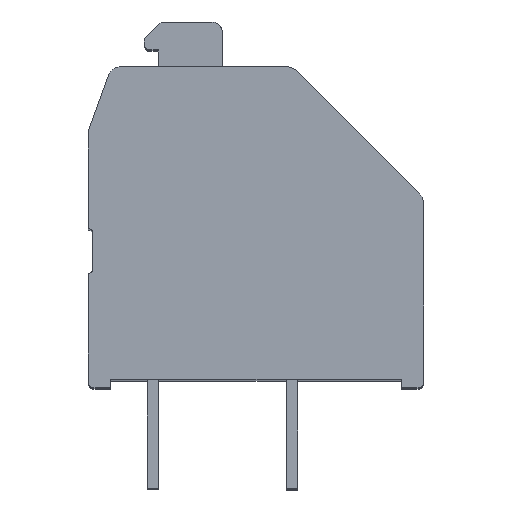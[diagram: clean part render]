
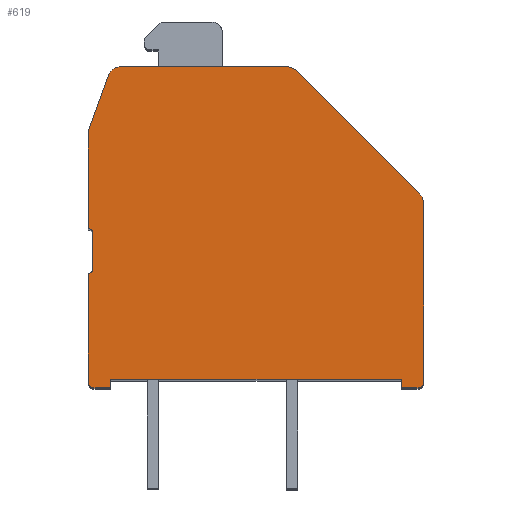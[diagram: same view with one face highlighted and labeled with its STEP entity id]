
A CAD part, top view. The second image highlights one B-rep face of the part: STEP entity #619.
In plain terms, the highlighted planar face has unit normal (0, 0, 1).
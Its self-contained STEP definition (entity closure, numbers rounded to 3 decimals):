
#619 = ADVANCED_FACE( '', ( #1783 ), #1784, .T. );
#1783 = FACE_OUTER_BOUND( '', #3021, .T. );
#1784 = PLANE( '', #3022 );
#3021 = EDGE_LOOP( '', ( #7478, #7479, #7480, #7481, #7482, #7483, #7484, #7485, #7486, #7487, #7488, #7489, #7490, #7491, #7492, #7493, #7494, #7495, #7496 ) );
#3022 = AXIS2_PLACEMENT_3D( '', #7497, #7498, #7499 );
#7478 = ORIENTED_EDGE( '', *, *, #9795, .T. );
#7479 = ORIENTED_EDGE( '', *, *, #9796, .F. );
#7480 = ORIENTED_EDGE( '', *, *, #9797, .T. );
#7481 = ORIENTED_EDGE( '', *, *, #9798, .F. );
#7482 = ORIENTED_EDGE( '', *, *, #9799, .T. );
#7483 = ORIENTED_EDGE( '', *, *, #9775, .T. );
#7484 = ORIENTED_EDGE( '', *, *, #9779, .T. );
#7485 = ORIENTED_EDGE( '', *, *, #9782, .T. );
#7486 = ORIENTED_EDGE( '', *, *, #9800, .T. );
#7487 = ORIENTED_EDGE( '', *, *, #9785, .T. );
#7488 = ORIENTED_EDGE( '', *, *, #9789, .T. );
#7489 = ORIENTED_EDGE( '', *, *, #9792, .T. );
#7490 = ORIENTED_EDGE( '', *, *, #9801, .T. );
#7491 = ORIENTED_EDGE( '', *, *, #9802, .T. );
#7492 = ORIENTED_EDGE( '', *, *, #9803, .T. );
#7493 = ORIENTED_EDGE( '', *, *, #8306, .T. );
#7494 = ORIENTED_EDGE( '', *, *, #9412, .T. );
#7495 = ORIENTED_EDGE( '', *, *, #9450, .T. );
#7496 = ORIENTED_EDGE( '', *, *, #9453, .T. );
#7497 = CARTESIAN_POINT( '', ( -7.3, 5.55, 34. ) );
#7498 = DIRECTION( '', ( 0., 0., 1. ) );
#7499 = DIRECTION( '', ( 1., 0., 0. ) );
#8306 = EDGE_CURVE( '', #9991, #9989, #9992, .T. );
#9412 = EDGE_CURVE( '', #9989, #11822, #11824, .T. );
#9450 = EDGE_CURVE( '', #11822, #11862, #11864, .T. );
#9453 = EDGE_CURVE( '', #11862, #11867, #11869, .T. );
#9775 = EDGE_CURVE( '', #12433, #12431, #12434, .T. );
#9779 = EDGE_CURVE( '', #12431, #12438, #12440, .T. );
#9782 = EDGE_CURVE( '', #12438, #12443, #12445, .T. );
#9785 = EDGE_CURVE( '', #12451, #12449, #12452, .T. );
#9789 = EDGE_CURVE( '', #12449, #12456, #12458, .T. );
#9792 = EDGE_CURVE( '', #12456, #12461, #12463, .T. );
#9795 = EDGE_CURVE( '', #11867, #12467, #12468, .T. );
#9796 = EDGE_CURVE( '', #12469, #12467, #12470, .T. );
#9797 = EDGE_CURVE( '', #12469, #12471, #12472, .T. );
#9798 = EDGE_CURVE( '', #12473, #12471, #12474, .T. );
#9799 = EDGE_CURVE( '', #12473, #12433, #12475, .T. );
#9800 = EDGE_CURVE( '', #12443, #12451, #12476, .T. );
#9801 = EDGE_CURVE( '', #12461, #12477, #12478, .T. );
#9802 = EDGE_CURVE( '', #12477, #12479, #12480, .T. );
#9803 = EDGE_CURVE( '', #12479, #9991, #12481, .T. );
#9989 = VERTEX_POINT( '', #12719 );
#9991 = VERTEX_POINT( '', #12722 );
#9992 = CIRCLE( '', #12723, 0.5 );
#11822 = VERTEX_POINT( '', #15422 );
#11824 = LINE( '', #15425, #15426 );
#11862 = VERTEX_POINT( '', #15499 );
#11864 = CIRCLE( '', #15502, 0.5 );
#11867 = VERTEX_POINT( '', #15506 );
#11869 = LINE( '', #15509, #15510 );
#12431 = VERTEX_POINT( '', #16336 );
#12433 = VERTEX_POINT( '', #16339 );
#12434 = CIRCLE( '', #16340, 0.2 );
#12438 = VERTEX_POINT( '', #16346 );
#12440 = LINE( '', #16349, #16350 );
#12443 = VERTEX_POINT( '', #16354 );
#12445 = LINE( '', #16357, #16358 );
#12449 = VERTEX_POINT( '', #16363 );
#12451 = VERTEX_POINT( '', #16366 );
#12452 = LINE( '', #16367, #16368 );
#12456 = VERTEX_POINT( '', #16374 );
#12458 = LINE( '', #16377, #16378 );
#12461 = VERTEX_POINT( '', #16381 );
#12463 = CIRCLE( '', #16384, 0.2 );
#12467 = VERTEX_POINT( '', #16390 );
#12468 = LINE( '', #16391, #16392 );
#12469 = VERTEX_POINT( '', #16393 );
#12470 = CIRCLE( '', #16394, 0.15 );
#12471 = VERTEX_POINT( '', #16395 );
#12472 = LINE( '', #16396, #16397 );
#12473 = VERTEX_POINT( '', #16398 );
#12474 = CIRCLE( '', #16399, 0.15 );
#12475 = LINE( '', #16400, #16401 );
#12476 = LINE( '', #16402, #16403 );
#12477 = VERTEX_POINT( '', #16404 );
#12478 = LINE( '', #16405, #16406 );
#12479 = VERTEX_POINT( '', #16407 );
#12480 = CIRCLE( '', #16408, 0.5 );
#12481 = LINE( '', #16409, #16410 );
#12719 = CARTESIAN_POINT( '', ( -0.207, 11.5, 34. ) );
#12722 = CARTESIAN_POINT( '', ( 0.146, 11.354, 34. ) );
#12723 = AXIS2_PLACEMENT_3D( '', #16725, #16726, #16727 );
#15422 = CARTESIAN_POINT( '', ( -6.113, 11.5, 34. ) );
#15425 = CARTESIAN_POINT( '', ( -0.207, 11.5, 34. ) );
#15426 = VECTOR( '', #18303, 1000. );
#15499 = CARTESIAN_POINT( '', ( -6.583, 11.171, 34. ) );
#15502 = AXIS2_PLACEMENT_3D( '', #18343, #18344, #18345 );
#15506 = CARTESIAN_POINT( '', ( -7.3, 9.2, 34. ) );
#15509 = CARTESIAN_POINT( '', ( -6.583, 11.171, 34. ) );
#15510 = VECTOR( '', #18348, 1000. );
#16336 = CARTESIAN_POINT( '', ( -7.1, 0., 34. ) );
#16339 = CARTESIAN_POINT( '', ( -7.3, 0.2, 34. ) );
#16340 = AXIS2_PLACEMENT_3D( '', #18782, #18783, #18784 );
#16346 = CARTESIAN_POINT( '', ( -6.5, 0., 34. ) );
#16349 = CARTESIAN_POINT( '', ( -7.1, 0., 34. ) );
#16350 = VECTOR( '', #18788, 1000. );
#16354 = CARTESIAN_POINT( '', ( -6.5, 0.3, 34. ) );
#16357 = CARTESIAN_POINT( '', ( -6.5, 0., 34. ) );
#16358 = VECTOR( '', #18791, 1000. );
#16363 = CARTESIAN_POINT( '', ( 3.9, 0., 34. ) );
#16366 = CARTESIAN_POINT( '', ( 3.9, 0.3, 34. ) );
#16367 = CARTESIAN_POINT( '', ( 3.9, 0.3, 34. ) );
#16368 = VECTOR( '', #18794, 1000. );
#16374 = CARTESIAN_POINT( '', ( 4.5, 0., 34. ) );
#16377 = CARTESIAN_POINT( '', ( 3.9, 0., 34. ) );
#16378 = VECTOR( '', #18798, 1000. );
#16381 = CARTESIAN_POINT( '', ( 4.7, 0.2, 34. ) );
#16384 = AXIS2_PLACEMENT_3D( '', #18803, #18804, #18805 );
#16390 = CARTESIAN_POINT( '', ( -7.3, 5.7, 34. ) );
#16391 = CARTESIAN_POINT( '', ( -7.3, 9.2, 34. ) );
#16392 = VECTOR( '', #18808, 1000. );
#16393 = CARTESIAN_POINT( '', ( -7.15, 5.55, 34. ) );
#16394 = AXIS2_PLACEMENT_3D( '', #18809, #18810, #18811 );
#16395 = CARTESIAN_POINT( '', ( -7.15, 4.25, 34. ) );
#16396 = CARTESIAN_POINT( '', ( -7.15, 5.55, 34. ) );
#16397 = VECTOR( '', #18812, 1000. );
#16398 = CARTESIAN_POINT( '', ( -7.3, 4.1, 34. ) );
#16399 = AXIS2_PLACEMENT_3D( '', #18813, #18814, #18815 );
#16400 = CARTESIAN_POINT( '', ( -7.3, 4.1, 34. ) );
#16401 = VECTOR( '', #18816, 1000. );
#16402 = CARTESIAN_POINT( '', ( -6.5, 0.3, 34. ) );
#16403 = VECTOR( '', #18817, 1000. );
#16404 = CARTESIAN_POINT( '', ( 4.7, 6.593, 34. ) );
#16405 = CARTESIAN_POINT( '', ( 4.7, 0.2, 34. ) );
#16406 = VECTOR( '', #18818, 1000. );
#16407 = CARTESIAN_POINT( '', ( 4.554, 6.946, 34. ) );
#16408 = AXIS2_PLACEMENT_3D( '', #18819, #18820, #18821 );
#16409 = CARTESIAN_POINT( '', ( 4.554, 6.946, 34. ) );
#16410 = VECTOR( '', #18822, 1000. );
#16725 = CARTESIAN_POINT( '', ( -0.207, 11., 34. ) );
#16726 = DIRECTION( '', ( 0., 0., 1. ) );
#16727 = DIRECTION( '', ( 1., 0., 0. ) );
#18303 = DIRECTION( '', ( -1., 0., 0. ) );
#18343 = CARTESIAN_POINT( '', ( -6.113, 11., 34. ) );
#18344 = DIRECTION( '', ( 0., 0., 1. ) );
#18345 = DIRECTION( '', ( 1., 0., 0. ) );
#18348 = DIRECTION( '', ( -0.342, -0.94, 0. ) );
#18782 = CARTESIAN_POINT( '', ( -7.1, 0.2, 34. ) );
#18783 = DIRECTION( '', ( 0., 0., 1. ) );
#18784 = DIRECTION( '', ( 1., 0., 0. ) );
#18788 = DIRECTION( '', ( 1., 0., 0. ) );
#18791 = DIRECTION( '', ( 0., 1., 0. ) );
#18794 = DIRECTION( '', ( 0., -1., 0. ) );
#18798 = DIRECTION( '', ( 1., 0., 0. ) );
#18803 = CARTESIAN_POINT( '', ( 4.5, 0.2, 34. ) );
#18804 = DIRECTION( '', ( 0., 0., 1. ) );
#18805 = DIRECTION( '', ( 1., 0., 0. ) );
#18808 = DIRECTION( '', ( 0., -1., 0. ) );
#18809 = CARTESIAN_POINT( '', ( -7.3, 5.55, 34. ) );
#18810 = DIRECTION( '', ( 0., 0., 1. ) );
#18811 = DIRECTION( '', ( 1., 0., 0. ) );
#18812 = DIRECTION( '', ( 0., -1., 0. ) );
#18813 = CARTESIAN_POINT( '', ( -7.3, 4.25, 34. ) );
#18814 = DIRECTION( '', ( 0., 0., 1. ) );
#18815 = DIRECTION( '', ( 1., 0., 0. ) );
#18816 = DIRECTION( '', ( 0., -1., 0. ) );
#18817 = DIRECTION( '', ( 1., 0., 0. ) );
#18818 = DIRECTION( '', ( 0., 1., 0. ) );
#18819 = CARTESIAN_POINT( '', ( 4.2, 6.593, 34. ) );
#18820 = DIRECTION( '', ( 0., 0., 1. ) );
#18821 = DIRECTION( '', ( 1., 0., 0. ) );
#18822 = DIRECTION( '', ( -0.707, 0.707, 0. ) );
